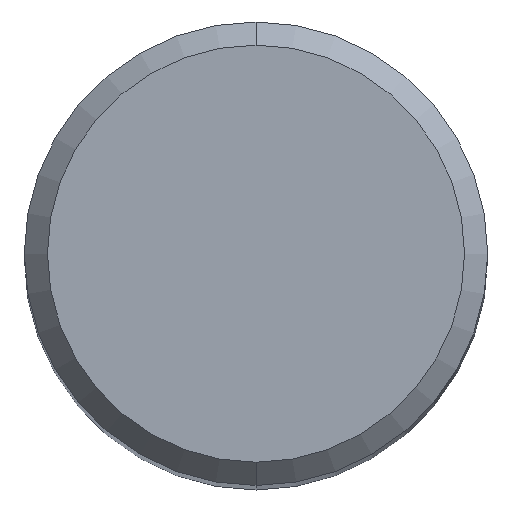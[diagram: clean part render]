
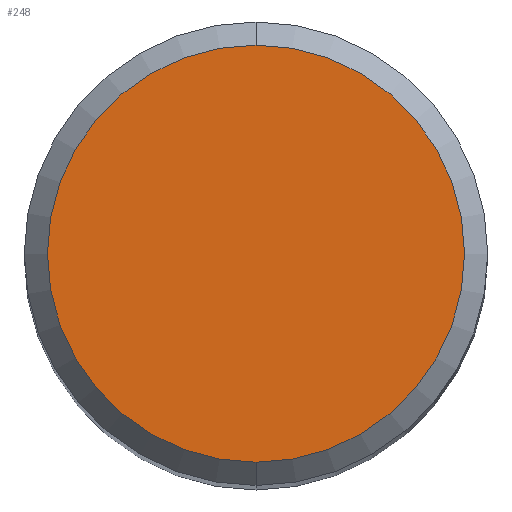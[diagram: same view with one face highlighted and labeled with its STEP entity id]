
A CAD part, top view. The second image highlights one B-rep face of the part: STEP entity #248.
In plain terms, the highlighted planar face has unit normal (0, 0, 1).
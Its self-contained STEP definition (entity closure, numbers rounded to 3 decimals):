
#232=EDGE_CURVE('',#454,#254,#541,.T.);
#248=ADVANCED_FACE('',(#557),#558,.T.);
#254=VERTEX_POINT('',#564);
#294=EDGE_CURVE('',#254,#454,#610,.T.);
#454=VERTEX_POINT('',#785);
#541=CIRCLE('',#912,3.6);
#557=FACE_OUTER_BOUND('',#973,.T.);
#558=PLANE('',#974);
#564=CARTESIAN_POINT('',(0.,-3.6,0.));
#610=CIRCLE('',#1059,3.6);
#785=CARTESIAN_POINT('',(0.0,3.6,0.));
#912=AXIS2_PLACEMENT_3D('',#1526,#1527,#1528);
#973=EDGE_LOOP('',(#1537,#1538));
#974=AXIS2_PLACEMENT_3D('',#1539,#1540,#1541);
#1059=AXIS2_PLACEMENT_3D('',#1605,#1606,#1607);
#1526=CARTESIAN_POINT('',(0.0,0.0,0.));
#1527=DIRECTION('',(0.0,0.0,-1.0));
#1528=DIRECTION('',(0.0,1.0,0.0));
#1537=ORIENTED_EDGE('',*,*,#232,.F.);
#1538=ORIENTED_EDGE('',*,*,#294,.F.);
#1539=CARTESIAN_POINT('',(0.0,1.8,0.));
#1540=DIRECTION('',(-0.0,0.0,1.0));
#1541=DIRECTION('',(0.0,-1.0,0.0));
#1605=CARTESIAN_POINT('',(0.0,0.0,0.));
#1606=DIRECTION('',(0.0,0.0,-1.0));
#1607=DIRECTION('',(0.0,1.0,0.0));
